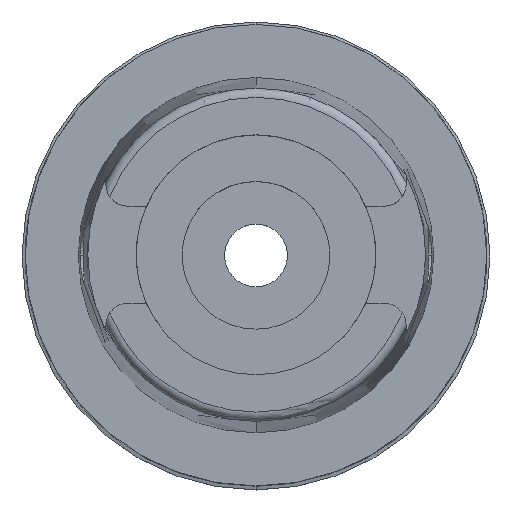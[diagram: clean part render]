
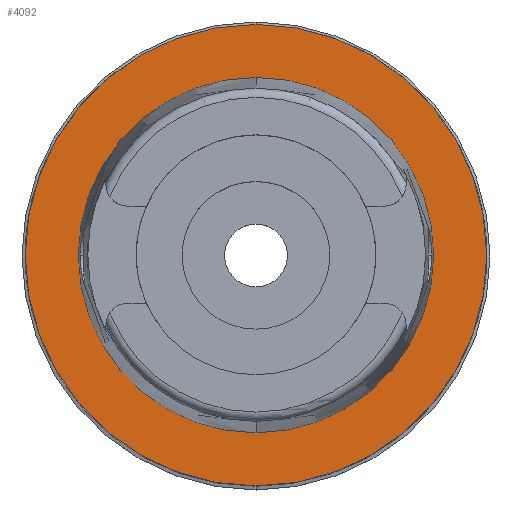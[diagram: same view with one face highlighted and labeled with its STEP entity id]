
A CAD part, top view. The second image highlights one B-rep face of the part: STEP entity #4092.
In plain terms, the highlighted planar face has unit normal (0, 0, 1).
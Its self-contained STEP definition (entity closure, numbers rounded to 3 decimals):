
#1981=CARTESIAN_POINT('',(0.,0.,0.));
#1982=DIRECTION('',(0.,0.,-1.));
#1983=DIRECTION('',(0.,-1.,0.));
#1984=AXIS2_PLACEMENT_3D('',#1981,#1982,#1983);
#1989=CARTESIAN_POINT('',(0.,0.,0.));
#1990=DIRECTION('',(0.,0.,-1.));
#1991=DIRECTION('',(0.,1.,0.));
#1992=AXIS2_PLACEMENT_3D('',#1989,#1990,#1991);
#1997=CARTESIAN_POINT('',(0.,0.,0.));
#1998=DIRECTION('',(0.,0.,1.));
#1999=DIRECTION('',(0.,-1.,0.));
#2000=AXIS2_PLACEMENT_3D('',#1997,#1998,#1999);
#2005=CARTESIAN_POINT('',(0.,0.,0.));
#2006=DIRECTION('',(0.,0.,1.));
#2007=DIRECTION('',(0.,1.,0.));
#2008=AXIS2_PLACEMENT_3D('',#2005,#2006,#2007);
#2378=CARTESIAN_POINT('',(0.,-19.25,0.));
#2379=VERTEX_POINT('',#2378);
#2380=CARTESIAN_POINT('',(0.,19.25,0.));
#2381=VERTEX_POINT('',#2380);
#2641=CARTESIAN_POINT('',(0.,25.,0.));
#2642=VERTEX_POINT('',#2641);
#2643=CARTESIAN_POINT('',(0.,-25.,0.));
#2644=VERTEX_POINT('',#2643);
#4079=CARTESIAN_POINT('',(0.,0.,0.));
#4080=DIRECTION('',(0.,0.,1.));
#4081=DIRECTION('',(0.,1.,0.));
#4082=AXIS2_PLACEMENT_3D('',#4079,#4080,#4081);
#4083=PLANE('',#4082);
#4084=ORIENTED_EDGE('',*,*,#4061,.T.);
#4085=ORIENTED_EDGE('',*,*,#3948,.T.);
#4086=EDGE_LOOP('',(#4084,#4085));
#4087=FACE_OUTER_BOUND('',#4086,.F.);
#4088=ORIENTED_EDGE('',*,*,#2858,.T.);
#4089=ORIENTED_EDGE('',*,*,#2827,.T.);
#4090=EDGE_LOOP('',(#4088,#4089));
#4091=FACE_BOUND('',#4090,.F.);
#1985=CIRCLE('',#1984,25.);
#1993=CIRCLE('',#1992,25.);
#2001=CIRCLE('',#2000,19.25);
#2009=CIRCLE('',#2008,19.25);
#2827=EDGE_CURVE('',#2381,#2379,#2009,.T.);
#2858=EDGE_CURVE('',#2379,#2381,#2001,.T.);
#3948=EDGE_CURVE('',#2642,#2644,#1993,.T.);
#4061=EDGE_CURVE('',#2644,#2642,#1985,.T.);
#4092=ADVANCED_FACE('',(#4087,#4091),#4083,.T.);
